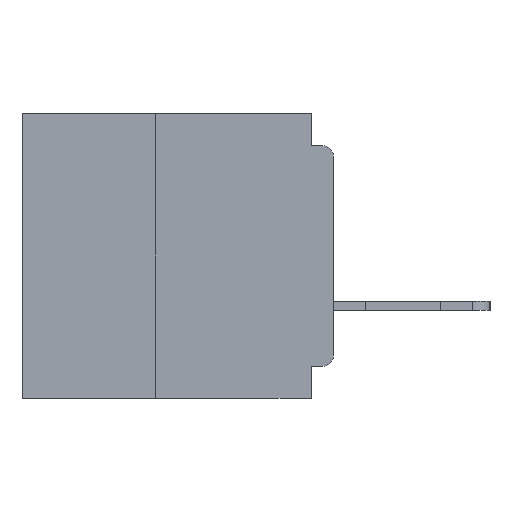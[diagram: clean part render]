
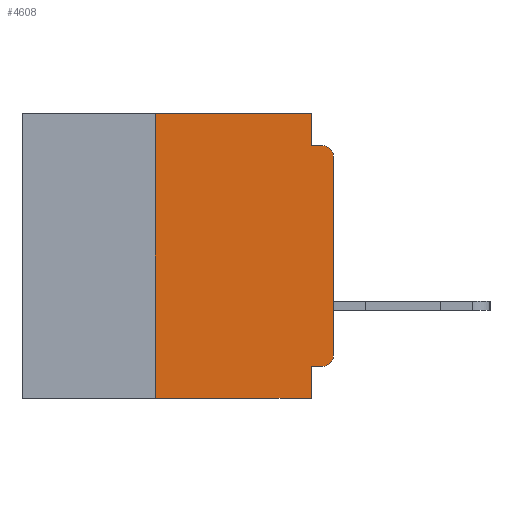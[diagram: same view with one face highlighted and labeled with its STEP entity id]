
A CAD part, left-side view. The second image highlights one B-rep face of the part: STEP entity #4608.
In plain terms, the highlighted planar face has unit normal (-1, 0, 0).
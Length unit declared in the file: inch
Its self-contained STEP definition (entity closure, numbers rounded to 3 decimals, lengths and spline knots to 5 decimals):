
#657 = DIRECTION ( 'NONE',  ( 0., 0., -1. ) ) ;
#980 = VERTEX_POINT ( 'NONE', #15345 ) ;
#1215 = CARTESIAN_POINT ( 'NONE',  ( 0., 0., 0. ) ) ;
#1855 = EDGE_CURVE ( 'NONE', #25894, #33997, #28200, .T. ) ;
#2225 = ORIENTED_EDGE ( 'NONE', *, *, #30732, .F. ) ;
#3147 = AXIS2_PLACEMENT_3D ( 'NONE', #49494, #25251, #657 ) ;
#3585 = CARTESIAN_POINT ( 'NONE',  ( 0., 0.031, 0. ) ) ;
#4165 = CARTESIAN_POINT ( 'NONE',  ( 0., 0.015, -0.355 ) ) ;
#4608 = ADVANCED_FACE ( 'NONE', ( #31081 ), #12821, .F. ) ;
#5100 = LINE ( 'NONE', #51979, #14762 ) ;
#5262 = ORIENTED_EDGE ( 'NONE', *, *, #5287, .F. ) ;
#5287 = EDGE_CURVE ( 'NONE', #7738, #15720, #9311, .T. ) ;
#5486 = LINE ( 'NONE', #42003, #47585 ) ;
#5768 = ORIENTED_EDGE ( 'NONE', *, *, #30244, .F. ) ;
#6389 = ORIENTED_EDGE ( 'NONE', *, *, #27268, .T. ) ;
#6847 = CIRCLE ( 'NONE', #3147, 0.015 ) ;
#7024 = VERTEX_POINT ( 'NONE', #35231 ) ;
#7738 = VERTEX_POINT ( 'NONE', #35880 ) ;
#8212 = ORIENTED_EDGE ( 'NONE', *, *, #29770, .T. ) ;
#8345 = CARTESIAN_POINT ( 'NONE',  ( 0., 0., -0.06 ) ) ;
#8706 = ORIENTED_EDGE ( 'NONE', *, *, #1855, .F. ) ;
#9311 = LINE ( 'NONE', #25268, #29815 ) ;
#10320 = LINE ( 'NONE', #41083, #18673 ) ;
#11536 = EDGE_CURVE ( 'NONE', #48987, #12740, #30037, .T. ) ;
#12740 = VERTEX_POINT ( 'NONE', #17346 ) ;
#12821 = PLANE ( 'NONE',  #24950 ) ;
#12956 = LINE ( 'NONE', #1215, #41708 ) ;
#13103 = DIRECTION ( 'NONE',  ( 0., 0., -1. ) ) ;
#13159 = CARTESIAN_POINT ( 'NONE',  ( 0., 0.031, -0.4 ) ) ;
#13773 = DIRECTION ( 'NONE',  ( 0., -1., 0. ) ) ;
#14141 = EDGE_LOOP ( 'NONE', ( #8212, #22336, #5768, #43207, #8706, #50562, #6389, #5262, #2225, #43289 ) ) ;
#14762 = VECTOR ( 'NONE', #44023, 39.37008 ) ;
#15345 = CARTESIAN_POINT ( 'NONE',  ( 0., 0.25, -0.4 ) ) ;
#15720 = VERTEX_POINT ( 'NONE', #13159 ) ;
#16244 = VECTOR ( 'NONE', #24405, 39.37008 ) ;
#16245 = CARTESIAN_POINT ( 'NONE',  ( 0., 0.437, 0. ) ) ;
#16708 = CARTESIAN_POINT ( 'NONE',  ( 0., 0.031, 0. ) ) ;
#16950 = DIRECTION ( 'NONE',  ( 1., 0., 0. ) ) ;
#17346 = CARTESIAN_POINT ( 'NONE',  ( 0., 0., -0.34 ) ) ;
#17358 = VECTOR ( 'NONE', #13773, 39.37008 ) ;
#18673 = VECTOR ( 'NONE', #20749, 39.37008 ) ;
#20319 = CARTESIAN_POINT ( 'NONE',  ( 0., 0.25, -0.4 ) ) ;
#20749 = DIRECTION ( 'NONE',  ( 0., -1., 0. ) ) ;
#21933 = CARTESIAN_POINT ( 'NONE',  ( 0., 0.015, -0.34 ) ) ;
#22336 = ORIENTED_EDGE ( 'NONE', *, *, #49729, .T. ) ;
#24405 = DIRECTION ( 'NONE',  ( 0., 0., 1. ) ) ;
#24950 = AXIS2_PLACEMENT_3D ( 'NONE', #41397, #16950, #45420 ) ;
#25251 = DIRECTION ( 'NONE',  ( -1., 0., 0. ) ) ;
#25268 = CARTESIAN_POINT ( 'NONE',  ( 0., 0.031, -0.4 ) ) ;
#25784 = DIRECTION ( 'NONE',  ( 0., 0., 1. ) ) ;
#25894 = VERTEX_POINT ( 'NONE', #33237 ) ;
#25914 = VERTEX_POINT ( 'NONE', #49607 ) ;
#26029 = DIRECTION ( 'NONE',  ( 0., 0., -1. ) ) ;
#27268 = EDGE_CURVE ( 'NONE', #980, #15720, #5486, .T. ) ;
#28200 = LINE ( 'NONE', #16245, #17358 ) ;
#28988 = EDGE_CURVE ( 'NONE', #980, #25894, #48631, .T. ) ;
#29038 = LINE ( 'NONE', #3585, #49285 ) ;
#29770 = EDGE_CURVE ( 'NONE', #12740, #50254, #12956, .T. ) ;
#29815 = VECTOR ( 'NONE', #13103, 39.37008 ) ;
#30037 = CIRCLE ( 'NONE', #30651, 0.015 ) ;
#30244 = EDGE_CURVE ( 'NONE', #7024, #25914, #10320, .T. ) ;
#30651 = AXIS2_PLACEMENT_3D ( 'NONE', #21933, #50238, #26029 ) ;
#30732 = EDGE_CURVE ( 'NONE', #48987, #7738, #5100, .T. ) ;
#31081 = FACE_OUTER_BOUND ( 'NONE', #14141, .T. ) ;
#32134 = EDGE_CURVE ( 'NONE', #33997, #7024, #29038, .T. ) ;
#33237 = CARTESIAN_POINT ( 'NONE',  ( 0., 0.25, 0. ) ) ;
#33984 = DIRECTION ( 'NONE',  ( 0., -1., 0. ) ) ;
#33997 = VERTEX_POINT ( 'NONE', #16708 ) ;
#35231 = CARTESIAN_POINT ( 'NONE',  ( 0., 0.031, -0.045 ) ) ;
#35880 = CARTESIAN_POINT ( 'NONE',  ( 0., 0.031, -0.355 ) ) ;
#41083 = CARTESIAN_POINT ( 'NONE',  ( 0., 0., -0.045 ) ) ;
#41397 = CARTESIAN_POINT ( 'NONE',  ( 0., 0.437, 0. ) ) ;
#41708 = VECTOR ( 'NONE', #25784, 39.37008 ) ;
#42003 = CARTESIAN_POINT ( 'NONE',  ( 0., 0.437, -0.4 ) ) ;
#43207 = ORIENTED_EDGE ( 'NONE', *, *, #32134, .F. ) ;
#43289 = ORIENTED_EDGE ( 'NONE', *, *, #11536, .T. ) ;
#44023 = DIRECTION ( 'NONE',  ( 0., 1., 0. ) ) ;
#44497 = DIRECTION ( 'NONE',  ( 0., 0., -1. ) ) ;
#45420 = DIRECTION ( 'NONE',  ( 0., 0., -1. ) ) ;
#47585 = VECTOR ( 'NONE', #33984, 39.37008 ) ;
#48631 = LINE ( 'NONE', #20319, #16244 ) ;
#48987 = VERTEX_POINT ( 'NONE', #4165 ) ;
#49285 = VECTOR ( 'NONE', #44497, 39.37008 ) ;
#49494 = CARTESIAN_POINT ( 'NONE',  ( 0., 0.015, -0.06 ) ) ;
#49607 = CARTESIAN_POINT ( 'NONE',  ( 0., 0.015, -0.045 ) ) ;
#49729 = EDGE_CURVE ( 'NONE', #50254, #25914, #6847, .T. ) ;
#50238 = DIRECTION ( 'NONE',  ( -1., 0., 0. ) ) ;
#50254 = VERTEX_POINT ( 'NONE', #8345 ) ;
#50562 = ORIENTED_EDGE ( 'NONE', *, *, #28988, .F. ) ;
#51979 = CARTESIAN_POINT ( 'NONE',  ( 0., 0., -0.355 ) ) ;
